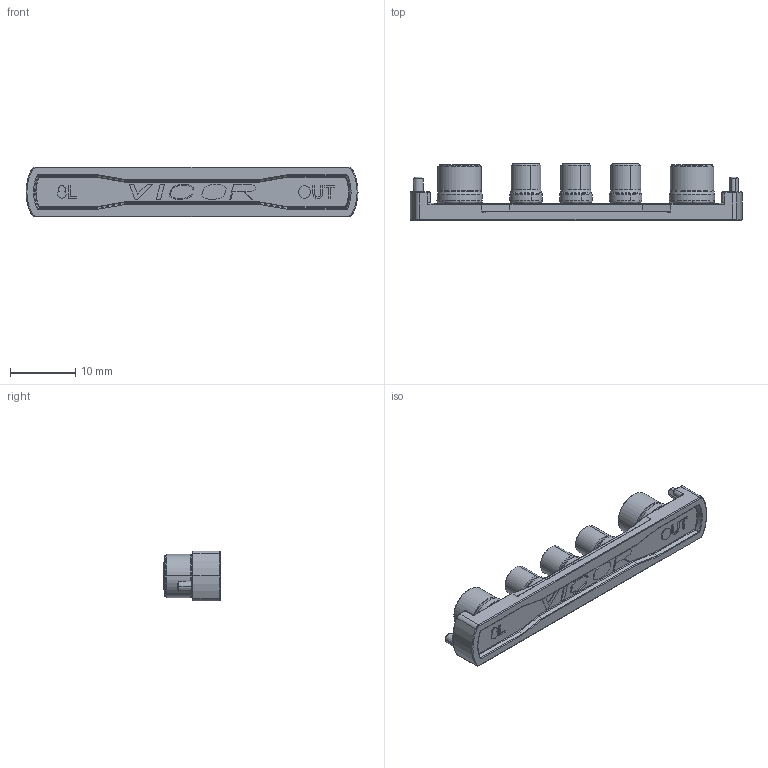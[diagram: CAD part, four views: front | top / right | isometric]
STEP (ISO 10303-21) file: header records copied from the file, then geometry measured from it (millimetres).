
FILE_DESCRIPTION (( 'STEP AP214' ), '1' );
FILE_NAME ('21539_21544_21511_20030-03-Output.STEP', '2012-08-16T15:00:35', ( 'Vicor User' ), ( 'Microsoft' ), 'SwSTEP 2.0', 'SolidWorks 2012', '' );
FILE_SCHEMA (( 'AUTOMOTIVE_DESIGN' ));
Length unit declared in the file: inch
Products named in the file (1): 21539_21544_21511_20030-03-Output
Bounding box: 50.8 x 8.64 x 7.62 mm (x, y, z)
Volume: 1571.2 mm3; surface area: 1744.2 mm2
Topology: 1 solids, 1 shells, 548 faces, 1430 edges, 907 vertices
Faces by surface type: plane 269, bspline 221, cylinder 36, cone 22
Entity records: 24929 total; most frequent: CARTESIAN_POINT 11478, ORIENTED_EDGE 2860, DIRECTION 1920, EDGE_CURVE 1430, VERTEX_POINT 907, VECTOR 852, LINE 852, EDGE_LOOP 571
